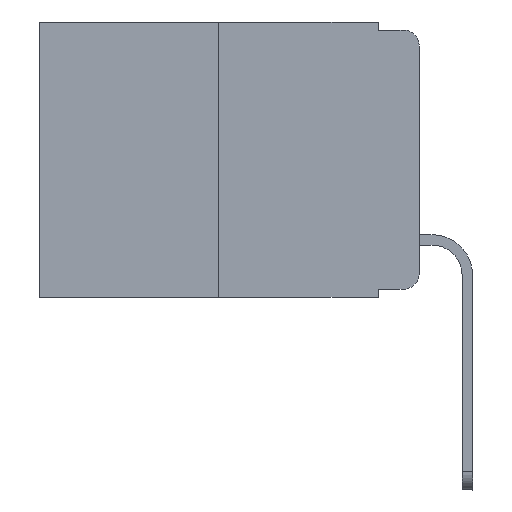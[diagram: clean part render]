
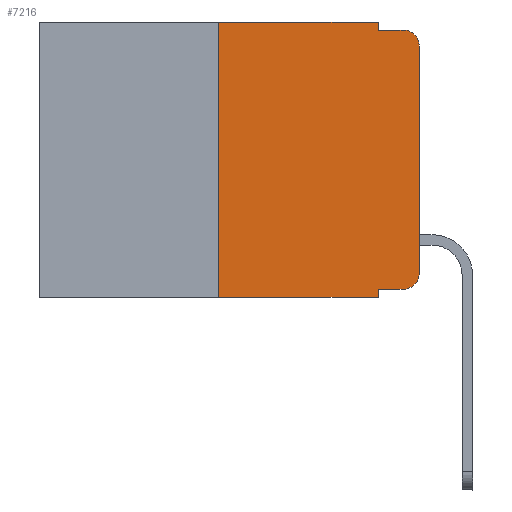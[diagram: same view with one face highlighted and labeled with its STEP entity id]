
A CAD part, left-side view. The second image highlights one B-rep face of the part: STEP entity #7216.
In plain terms, the highlighted planar face has unit normal (-1, 0, 0).
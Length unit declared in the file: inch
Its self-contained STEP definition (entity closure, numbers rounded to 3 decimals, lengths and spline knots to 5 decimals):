
#221 = EDGE_CURVE ( 'NONE', #14733, #12413, #7642, .T. ) ;
#369 = CARTESIAN_POINT ( 'NONE',  ( 0., 0.051, 0. ) ) ;
#452 = LINE ( 'NONE', #5370, #14791 ) ;
#879 = VECTOR ( 'NONE', #1061, 39.37008 ) ;
#1061 = DIRECTION ( 'NONE',  ( 0., -1., 0. ) ) ;
#1073 = VECTOR ( 'NONE', #12945, 39.37008 ) ;
#1375 = EDGE_CURVE ( 'NONE', #12413, #3475, #6315, .T. ) ;
#1841 = EDGE_CURVE ( 'NONE', #2027, #3475, #9680, .T. ) ;
#1938 = CARTESIAN_POINT ( 'NONE',  ( 0., 0.051, -0.01 ) ) ;
#1961 = AXIS2_PLACEMENT_3D ( 'NONE', #7268, #2284, #9859 ) ;
#2019 = LINE ( 'NONE', #7896, #8798 ) ;
#2027 = VERTEX_POINT ( 'NONE', #1938 ) ;
#2108 = ORIENTED_EDGE ( 'NONE', *, *, #13985, .F. ) ;
#2284 = DIRECTION ( 'NONE',  ( -1., 0., 0. ) ) ;
#2628 = CARTESIAN_POINT ( 'NONE',  ( 0., 0.25, -0.343 ) ) ;
#2666 = DIRECTION ( 'NONE',  ( 0., -1., 0. ) ) ;
#2828 = EDGE_CURVE ( 'NONE', #6059, #13586, #10439, .T. ) ;
#2911 = CARTESIAN_POINT ( 'NONE',  ( 0., 0.473, -0.343 ) ) ;
#3258 = CARTESIAN_POINT ( 'NONE',  ( 0., 0.473, 0. ) ) ;
#3475 = VERTEX_POINT ( 'NONE', #4671 ) ;
#3635 = CARTESIAN_POINT ( 'NONE',  ( 0., 0.051, -0.01 ) ) ;
#3855 = CARTESIAN_POINT ( 'NONE',  ( 0., 0., 0. ) ) ;
#4070 = VERTEX_POINT ( 'NONE', #369 ) ;
#4145 = VECTOR ( 'NONE', #13204, 39.37008 ) ;
#4239 = EDGE_CURVE ( 'NONE', #10176, #13912, #452, .T. ) ;
#4528 = CARTESIAN_POINT ( 'NONE',  ( 0., 0.02, -0.333 ) ) ;
#4554 = ORIENTED_EDGE ( 'NONE', *, *, #221, .T. ) ;
#4671 = CARTESIAN_POINT ( 'NONE',  ( 0., 0.02, -0.01 ) ) ;
#4830 = PLANE ( 'NONE',  #14099 ) ;
#5370 = CARTESIAN_POINT ( 'NONE',  ( 0., 0.25, 0. ) ) ;
#6059 = VERTEX_POINT ( 'NONE', #7000 ) ;
#6315 = CIRCLE ( 'NONE', #1961, 0.02 ) ;
#6411 = ORIENTED_EDGE ( 'NONE', *, *, #12283, .F. ) ;
#6569 = ORIENTED_EDGE ( 'NONE', *, *, #1841, .F. ) ;
#6956 = DIRECTION ( 'NONE',  ( 0., 0., -1. ) ) ;
#7000 = CARTESIAN_POINT ( 'NONE',  ( 0., 0.051, -0.333 ) ) ;
#7077 = ORIENTED_EDGE ( 'NONE', *, *, #10503, .T. ) ;
#7216 = ADVANCED_FACE ( 'NONE', ( #13247 ), #4830, .F. ) ;
#7257 = CARTESIAN_POINT ( 'NONE',  ( 0., 0., -0.313 ) ) ;
#7268 = CARTESIAN_POINT ( 'NONE',  ( 0., 0.02, -0.03 ) ) ;
#7642 = LINE ( 'NONE', #3855, #13976 ) ;
#7867 = EDGE_LOOP ( 'NONE', ( #4554, #15331, #6569, #6411, #15901, #12849, #12132, #2108, #13347, #7077 ) ) ;
#7896 = CARTESIAN_POINT ( 'NONE',  ( 0., 0.051, 0. ) ) ;
#8003 = CARTESIAN_POINT ( 'NONE',  ( 0., 0.051, 0. ) ) ;
#8025 = CARTESIAN_POINT ( 'NONE',  ( 0., 0.02, -0.313 ) ) ;
#8138 = DIRECTION ( 'NONE',  ( 0., 0., -1. ) ) ;
#8419 = VERTEX_POINT ( 'NONE', #14697 ) ;
#8735 = AXIS2_PLACEMENT_3D ( 'NONE', #8025, #9464, #6956 ) ;
#8798 = VECTOR ( 'NONE', #8138, 39.37008 ) ;
#9041 = LINE ( 'NONE', #2911, #9844 ) ;
#9464 = DIRECTION ( 'NONE',  ( -1., 0., 0. ) ) ;
#9680 = LINE ( 'NONE', #3635, #879 ) ;
#9844 = VECTOR ( 'NONE', #2666, 39.37008 ) ;
#9859 = DIRECTION ( 'NONE',  ( 0., 0., -1. ) ) ;
#10052 = VECTOR ( 'NONE', #13539, 39.37008 ) ;
#10176 = VERTEX_POINT ( 'NONE', #2628 ) ;
#10439 = LINE ( 'NONE', #15214, #10052 ) ;
#10503 = EDGE_CURVE ( 'NONE', #13586, #14733, #10825, .T. ) ;
#10683 = LINE ( 'NONE', #8003, #1073 ) ;
#10825 = CIRCLE ( 'NONE', #8735, 0.02 ) ;
#10826 = DIRECTION ( 'NONE',  ( 0., 0., -1. ) ) ;
#11819 = EDGE_CURVE ( 'NONE', #13912, #4070, #14339, .T. ) ;
#12028 = DIRECTION ( 'NONE',  ( 1., 0., 0. ) ) ;
#12132 = ORIENTED_EDGE ( 'NONE', *, *, #14929, .T. ) ;
#12283 = EDGE_CURVE ( 'NONE', #4070, #2027, #10683, .T. ) ;
#12413 = VERTEX_POINT ( 'NONE', #15860 ) ;
#12591 = DIRECTION ( 'NONE',  ( 0., 0., 1. ) ) ;
#12849 = ORIENTED_EDGE ( 'NONE', *, *, #4239, .F. ) ;
#12945 = DIRECTION ( 'NONE',  ( 0., 0., -1. ) ) ;
#13204 = DIRECTION ( 'NONE',  ( 0., -1., 0. ) ) ;
#13247 = FACE_OUTER_BOUND ( 'NONE', #7867, .T. ) ;
#13347 = ORIENTED_EDGE ( 'NONE', *, *, #2828, .T. ) ;
#13411 = CARTESIAN_POINT ( 'NONE',  ( 0., 0.473, 0. ) ) ;
#13539 = DIRECTION ( 'NONE',  ( 0., -1., 0. ) ) ;
#13586 = VERTEX_POINT ( 'NONE', #4528 ) ;
#13912 = VERTEX_POINT ( 'NONE', #15358 ) ;
#13976 = VECTOR ( 'NONE', #12591, 39.37008 ) ;
#13985 = EDGE_CURVE ( 'NONE', #6059, #8419, #2019, .T. ) ;
#14099 = AXIS2_PLACEMENT_3D ( 'NONE', #13411, #12028, #10826 ) ;
#14197 = DIRECTION ( 'NONE',  ( 0., 0., 1. ) ) ;
#14339 = LINE ( 'NONE', #3258, #4145 ) ;
#14697 = CARTESIAN_POINT ( 'NONE',  ( 0., 0.051, -0.343 ) ) ;
#14733 = VERTEX_POINT ( 'NONE', #7257 ) ;
#14791 = VECTOR ( 'NONE', #14197, 39.37008 ) ;
#14929 = EDGE_CURVE ( 'NONE', #10176, #8419, #9041, .T. ) ;
#15214 = CARTESIAN_POINT ( 'NONE',  ( 0., 0.051, -0.333 ) ) ;
#15331 = ORIENTED_EDGE ( 'NONE', *, *, #1375, .T. ) ;
#15358 = CARTESIAN_POINT ( 'NONE',  ( 0., 0.25, 0. ) ) ;
#15860 = CARTESIAN_POINT ( 'NONE',  ( 0., 0., -0.03 ) ) ;
#15901 = ORIENTED_EDGE ( 'NONE', *, *, #11819, .F. ) ;
